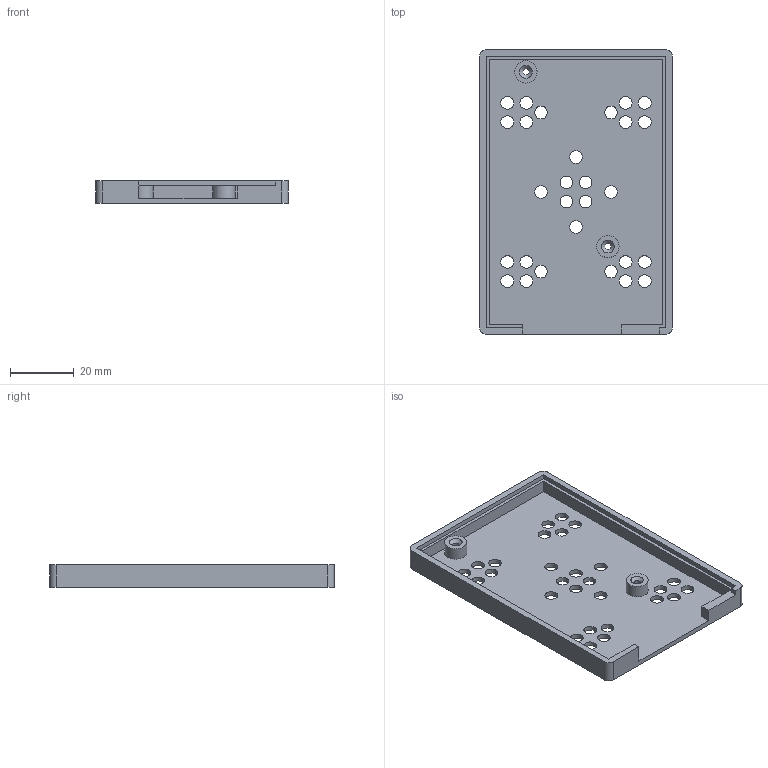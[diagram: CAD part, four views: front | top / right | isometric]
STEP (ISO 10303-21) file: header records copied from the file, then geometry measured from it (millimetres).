
FILE_DESCRIPTION(/* description */ ('Alibre Inc.'),/* implementation_level */ '2;1');
FILE_NAME(/* name */ 'export0',/* time_stamp */ '2015-07-11T13:44:02+12:00',/* author */ (''),/* organization */ (''),/* preprocessor_version */ 'ST-DEVELOPER v14',/* originating_system */ 'Alibre',/* authorisation */ '');
FILE_SCHEMA (('CONFIG_CONTROL_DESIGN'));
Length unit declared in the file: centimetre
Products named in the file (1): ID_1
Bounding box: 60.5 x 89.5 x 7 mm (x, y, z)
Volume: 11666.2 mm3; surface area: 14133.4 mm2
Topology: 1 solids, 1 shells, 61 faces, 171 edges, 114 vertices
Faces by surface type: cylinder 36, plane 23, cone 2
Full cylindrical faces by diameter (mm): 2 x2, 4 x28, 7 x2
Entity records: 1981 total; most frequent: CARTESIAN_POINT 305, DIRECTION 305, ORIENTED_EDGE 270, EDGE_LOOP 157, FACE_BOUND 157, EDGE_CURVE 135, AXIS2_PLACEMENT_3D 133, VERTEX_POINT 112
